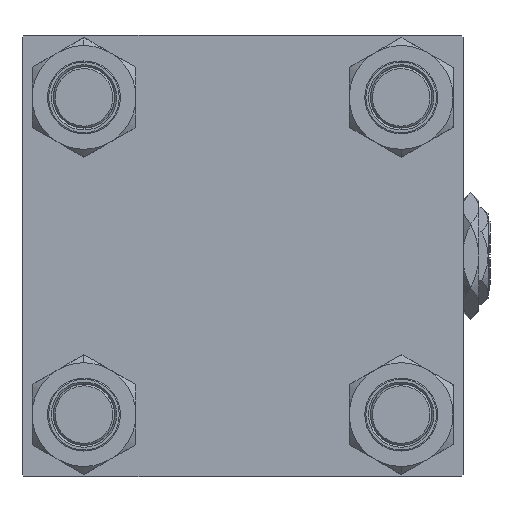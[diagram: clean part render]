
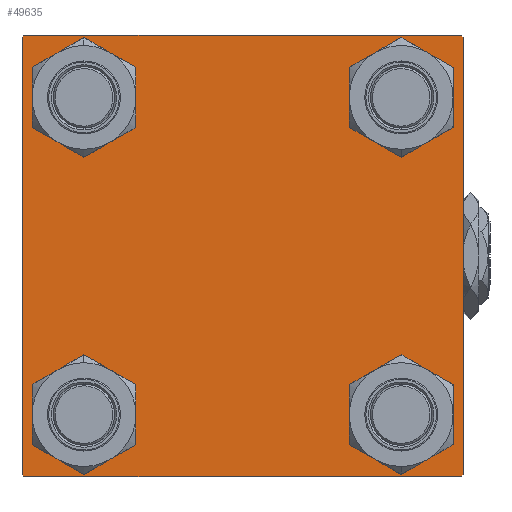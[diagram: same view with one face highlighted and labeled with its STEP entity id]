
A CAD part, left-side view. The second image highlights one B-rep face of the part: STEP entity #49635.
In plain terms, the highlighted planar face has unit normal (-1, 0, 0).
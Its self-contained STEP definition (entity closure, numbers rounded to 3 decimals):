
#750 = VERTEX_POINT ( 'NONE', #15519 ) ;
#1656 = CARTESIAN_POINT ( 'NONE',  ( 0., 57.5, 57.5 ) ) ;
#1946 = VERTEX_POINT ( 'NONE', #12508 ) ;
#2178 = DIRECTION ( 'NONE',  ( 1., 0., 0. ) ) ;
#2249 = CARTESIAN_POINT ( 'NONE',  ( 0., -41.35, -32.85 ) ) ;
#2609 = EDGE_CURVE ( 'NONE', #26852, #20614, #9413, .T. ) ;
#3024 = CARTESIAN_POINT ( 'NONE',  ( 0., 41.35, -32.85 ) ) ;
#3516 = CARTESIAN_POINT ( 'NONE',  ( 0., 57.25, 57.25 ) ) ;
#3988 = CARTESIAN_POINT ( 'NONE',  ( 0., -41.35, 41.35 ) ) ;
#4063 = ORIENTED_EDGE ( 'NONE', *, *, #9986, .T. ) ;
#4258 = EDGE_CURVE ( 'NONE', #23499, #43198, #42782, .T. ) ;
#4652 = EDGE_CURVE ( 'NONE', #29942, #17149, #49262, .T. ) ;
#4744 = CARTESIAN_POINT ( 'NONE',  ( 0., 57., 57.5 ) ) ;
#4761 = CARTESIAN_POINT ( 'NONE',  ( 0., -57., -57.5 ) ) ;
#5247 = LINE ( 'NONE', #18057, #33196 ) ;
#5331 = VECTOR ( 'NONE', #18742, 1000. ) ;
#5510 = DIRECTION ( 'NONE',  ( 0., -1., 0. ) ) ;
#6311 = DIRECTION ( 'NONE',  ( 0., 0.707, 0.707 ) ) ;
#6748 = CIRCLE ( 'NONE', #28120, 8.5 ) ;
#6842 = FACE_BOUND ( 'NONE', #26009, .T. ) ;
#7654 = VECTOR ( 'NONE', #38346, 1000. ) ;
#7914 = LINE ( 'NONE', #32745, #45524 ) ;
#8397 = EDGE_CURVE ( 'NONE', #8916, #25032, #19295, .T. ) ;
#8636 = DIRECTION ( 'NONE',  ( 0., 0., 1. ) ) ;
#8823 = EDGE_LOOP ( 'NONE', ( #49380, #21942, #10859, #10163, #48675, #28103, #19303, #40173 ) ) ;
#8916 = VERTEX_POINT ( 'NONE', #3024 ) ;
#9040 = ORIENTED_EDGE ( 'NONE', *, *, #2609, .T. ) ;
#9413 = CIRCLE ( 'NONE', #44425, 8.5 ) ;
#9923 = CARTESIAN_POINT ( 'NONE',  ( 0., 41.35, -41.35 ) ) ;
#9986 = EDGE_CURVE ( 'NONE', #1946, #16816, #11628, .T. ) ;
#10163 = ORIENTED_EDGE ( 'NONE', *, *, #4652, .T. ) ;
#10462 = LINE ( 'NONE', #1656, #27490 ) ;
#10573 = CARTESIAN_POINT ( 'NONE',  ( 0., -57.25, 57.25 ) ) ;
#10574 = LINE ( 'NONE', #18588, #44150 ) ;
#10859 = ORIENTED_EDGE ( 'NONE', *, *, #16494, .T. ) ;
#11065 = CARTESIAN_POINT ( 'NONE',  ( 0., 41.35, -49.85 ) ) ;
#11367 = PLANE ( 'NONE',  #45407 ) ;
#11543 = VERTEX_POINT ( 'NONE', #46306 ) ;
#11628 = CIRCLE ( 'NONE', #18457, 8.5 ) ;
#11772 = CIRCLE ( 'NONE', #52868, 8.5 ) ;
#12508 = CARTESIAN_POINT ( 'NONE',  ( 0., -41.35, 49.85 ) ) ;
#12965 = DIRECTION ( 'NONE',  ( 0., 0., -1. ) ) ;
#13005 = EDGE_CURVE ( 'NONE', #750, #52689, #10574, .T. ) ;
#13400 = CARTESIAN_POINT ( 'NONE',  ( 0., -41.35, 41.35 ) ) ;
#13612 = CIRCLE ( 'NONE', #38222, 8.5 ) ;
#14373 = DIRECTION ( 'NONE',  ( 0., 0., 1. ) ) ;
#14914 = DIRECTION ( 'NONE',  ( 1., 0., 0. ) ) ;
#15519 = CARTESIAN_POINT ( 'NONE',  ( 0., 57.5, -57. ) ) ;
#16268 = DIRECTION ( 'NONE',  ( 0., 0., 1. ) ) ;
#16494 = EDGE_CURVE ( 'NONE', #52689, #29942, #5247, .T. ) ;
#16816 = VERTEX_POINT ( 'NONE', #23842 ) ;
#16886 = DIRECTION ( 'NONE',  ( 1., 0., 0. ) ) ;
#17149 = VERTEX_POINT ( 'NONE', #20236 ) ;
#17170 = EDGE_CURVE ( 'NONE', #45659, #51759, #18582, .T. ) ;
#18057 = CARTESIAN_POINT ( 'NONE',  ( 0., 57.5, -57.5 ) ) ;
#18457 = AXIS2_PLACEMENT_3D ( 'NONE', #13400, #16886, #29695 ) ;
#18582 = LINE ( 'NONE', #37831, #7654 ) ;
#18588 = CARTESIAN_POINT ( 'NONE',  ( 0., 57.25, -57.25 ) ) ;
#18742 = DIRECTION ( 'NONE',  ( 0., 0.707, -0.707 ) ) ;
#18908 = CARTESIAN_POINT ( 'NONE',  ( 0., 41.35, 41.35 ) ) ;
#19295 = CIRCLE ( 'NONE', #21850, 8.5 ) ;
#19303 = ORIENTED_EDGE ( 'NONE', *, *, #17170, .F. ) ;
#19384 = FACE_BOUND ( 'NONE', #32560, .T. ) ;
#20230 = DIRECTION ( 'NONE',  ( 1., 0., 0. ) ) ;
#20236 = CARTESIAN_POINT ( 'NONE',  ( 0., -57.5, -57. ) ) ;
#20270 = DIRECTION ( 'NONE',  ( 1., 0., 0. ) ) ;
#20614 = VERTEX_POINT ( 'NONE', #22889 ) ;
#21105 = EDGE_CURVE ( 'NONE', #16816, #1946, #49446, .T. ) ;
#21850 = AXIS2_PLACEMENT_3D ( 'NONE', #44012, #20230, #52825 ) ;
#21942 = ORIENTED_EDGE ( 'NONE', *, *, #13005, .T. ) ;
#22628 = DIRECTION ( 'NONE',  ( 0., 0., 1. ) ) ;
#22889 = CARTESIAN_POINT ( 'NONE',  ( 0., -41.35, -49.85 ) ) ;
#23499 = VERTEX_POINT ( 'NONE', #35583 ) ;
#23669 = DIRECTION ( 'NONE',  ( -1., 0., 0. ) ) ;
#23842 = CARTESIAN_POINT ( 'NONE',  ( 0., -41.35, 32.85 ) ) ;
#24806 = DIRECTION ( 'NONE',  ( 1., 0., 0. ) ) ;
#25032 = VERTEX_POINT ( 'NONE', #11065 ) ;
#25737 = CARTESIAN_POINT ( 'NONE',  ( 0., -57.25, -57.25 ) ) ;
#26009 = EDGE_LOOP ( 'NONE', ( #40467, #52027 ) ) ;
#26411 = AXIS2_PLACEMENT_3D ( 'NONE', #3988, #20270, #16268 ) ;
#26618 = FACE_OUTER_BOUND ( 'NONE', #8823, .T. ) ;
#26852 = VERTEX_POINT ( 'NONE', #2249 ) ;
#27094 = EDGE_CURVE ( 'NONE', #11543, #750, #10462, .T. ) ;
#27490 = VECTOR ( 'NONE', #51351, 1000. ) ;
#27835 = LINE ( 'NONE', #3516, #5331 ) ;
#28103 = ORIENTED_EDGE ( 'NONE', *, *, #48671, .T. ) ;
#28120 = AXIS2_PLACEMENT_3D ( 'NONE', #36820, #24806, #49129 ) ;
#29023 = AXIS2_PLACEMENT_3D ( 'NONE', #18908, #14914, #14373 ) ;
#29695 = DIRECTION ( 'NONE',  ( 0., 0., 1. ) ) ;
#29738 = DIRECTION ( 'NONE',  ( 0., -0.707, 0.707 ) ) ;
#29942 = VERTEX_POINT ( 'NONE', #4761 ) ;
#29976 = VECTOR ( 'NONE', #29738, 1000. ) ;
#30213 = CARTESIAN_POINT ( 'NONE',  ( 0., 41.35, 32.85 ) ) ;
#30268 = EDGE_CURVE ( 'NONE', #33206, #17149, #7914, .T. ) ;
#30693 = ORIENTED_EDGE ( 'NONE', *, *, #21105, .T. ) ;
#32560 = EDGE_LOOP ( 'NONE', ( #9040, #35970 ) ) ;
#32745 = CARTESIAN_POINT ( 'NONE',  ( 0., -57.5, 57.5 ) ) ;
#32947 = DIRECTION ( 'NONE',  ( 1., 0., 0. ) ) ;
#33196 = VECTOR ( 'NONE', #5510, 1000. ) ;
#33206 = VERTEX_POINT ( 'NONE', #51418 ) ;
#34359 = DIRECTION ( 'NONE',  ( 0., -0.707, -0.707 ) ) ;
#34815 = DIRECTION ( 'NONE',  ( 0., 0., 1. ) ) ;
#35193 = CARTESIAN_POINT ( 'NONE',  ( 0., 57., -57.5 ) ) ;
#35583 = CARTESIAN_POINT ( 'NONE',  ( 0., 41.35, 49.85 ) ) ;
#35970 = ORIENTED_EDGE ( 'NONE', *, *, #37587, .T. ) ;
#36820 = CARTESIAN_POINT ( 'NONE',  ( 0., 41.35, 41.35 ) ) ;
#36833 = EDGE_LOOP ( 'NONE', ( #41842, #43584 ) ) ;
#37102 = EDGE_CURVE ( 'NONE', #43198, #23499, #6748, .T. ) ;
#37587 = EDGE_CURVE ( 'NONE', #20614, #26852, #11772, .T. ) ;
#37829 = EDGE_CURVE ( 'NONE', #25032, #8916, #13612, .T. ) ;
#37830 = EDGE_LOOP ( 'NONE', ( #4063, #30693 ) ) ;
#37831 = CARTESIAN_POINT ( 'NONE',  ( 0., 57.5, 57.5 ) ) ;
#38222 = AXIS2_PLACEMENT_3D ( 'NONE', #9923, #2178, #50550 ) ;
#38346 = DIRECTION ( 'NONE',  ( 0., -1., 0. ) ) ;
#39358 = CARTESIAN_POINT ( 'NONE',  ( 0., -41.35, -41.35 ) ) ;
#39681 = FACE_BOUND ( 'NONE', #36833, .T. ) ;
#40173 = ORIENTED_EDGE ( 'NONE', *, *, #48366, .T. ) ;
#40467 = ORIENTED_EDGE ( 'NONE', *, *, #8397, .T. ) ;
#41842 = ORIENTED_EDGE ( 'NONE', *, *, #4258, .T. ) ;
#42057 = VECTOR ( 'NONE', #6311, 1000. ) ;
#42782 = CIRCLE ( 'NONE', #29023, 8.5 ) ;
#42898 = LINE ( 'NONE', #10573, #42057 ) ;
#43198 = VERTEX_POINT ( 'NONE', #30213 ) ;
#43584 = ORIENTED_EDGE ( 'NONE', *, *, #37102, .T. ) ;
#43965 = FACE_BOUND ( 'NONE', #37830, .T. ) ;
#44012 = CARTESIAN_POINT ( 'NONE',  ( 0., 41.35, -41.35 ) ) ;
#44150 = VECTOR ( 'NONE', #34359, 1000. ) ;
#44425 = AXIS2_PLACEMENT_3D ( 'NONE', #52743, #32947, #8636 ) ;
#45407 = AXIS2_PLACEMENT_3D ( 'NONE', #46921, #23669, #22628 ) ;
#45524 = VECTOR ( 'NONE', #12965, 1000. ) ;
#45659 = VERTEX_POINT ( 'NONE', #4744 ) ;
#46306 = CARTESIAN_POINT ( 'NONE',  ( 0., 57.5, 57. ) ) ;
#46921 = CARTESIAN_POINT ( 'NONE',  ( 0., 0., 0. ) ) ;
#48366 = EDGE_CURVE ( 'NONE', #45659, #11543, #27835, .T. ) ;
#48671 = EDGE_CURVE ( 'NONE', #33206, #51759, #42898, .T. ) ;
#48675 = ORIENTED_EDGE ( 'NONE', *, *, #30268, .F. ) ;
#49129 = DIRECTION ( 'NONE',  ( 0., 0., 1. ) ) ;
#49262 = LINE ( 'NONE', #25737, #29976 ) ;
#49380 = ORIENTED_EDGE ( 'NONE', *, *, #27094, .T. ) ;
#49446 = CIRCLE ( 'NONE', #26411, 8.5 ) ;
#49635 = ADVANCED_FACE ( 'NONE', ( #43965, #19384, #6842, #39681, #26618 ), #11367, .T. ) ;
#49927 = CARTESIAN_POINT ( 'NONE',  ( 0., -57., 57.5 ) ) ;
#50550 = DIRECTION ( 'NONE',  ( 0., 0., 1. ) ) ;
#51351 = DIRECTION ( 'NONE',  ( 0., 0., -1. ) ) ;
#51402 = DIRECTION ( 'NONE',  ( 1., 0., 0. ) ) ;
#51418 = CARTESIAN_POINT ( 'NONE',  ( 0., -57.5, 57. ) ) ;
#51759 = VERTEX_POINT ( 'NONE', #49927 ) ;
#52027 = ORIENTED_EDGE ( 'NONE', *, *, #37829, .T. ) ;
#52689 = VERTEX_POINT ( 'NONE', #35193 ) ;
#52743 = CARTESIAN_POINT ( 'NONE',  ( 0., -41.35, -41.35 ) ) ;
#52825 = DIRECTION ( 'NONE',  ( 0., 0., 1. ) ) ;
#52868 = AXIS2_PLACEMENT_3D ( 'NONE', #39358, #51402, #34815 ) ;
